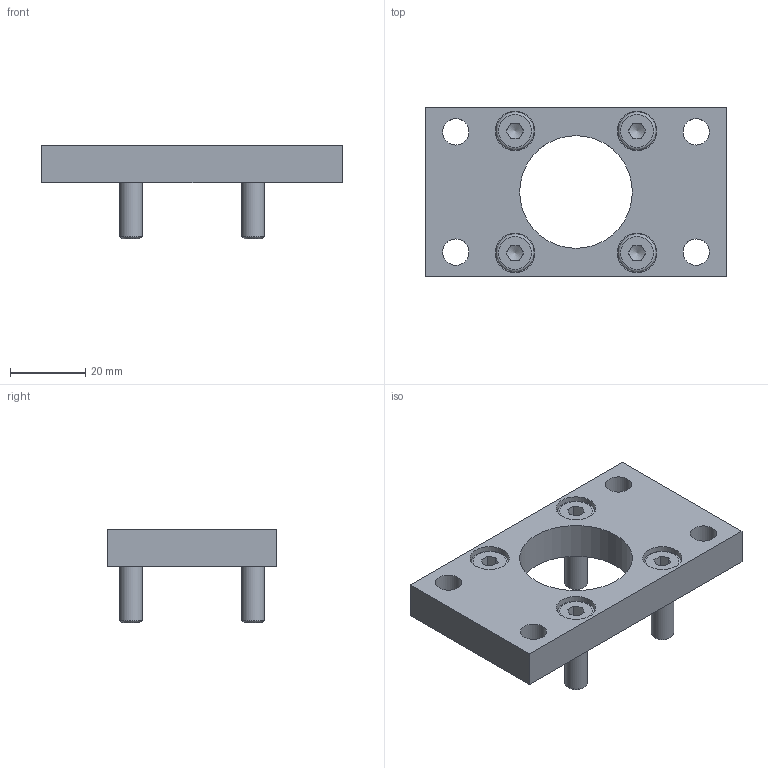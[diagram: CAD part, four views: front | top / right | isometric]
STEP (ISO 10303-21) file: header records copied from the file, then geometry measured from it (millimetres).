
FILE_DESCRIPTION(/* description */ (''),/* implementation_level */ '2;1');
FILE_NAME(/* name */ 'CAD_69495.stp',/* time_stamp */ '2016-06-02T13:46:06+02:00',/* author */ ('Hypex'),/* organization */ ('Hypex'),/* preprocessor_version */ 'ST-DEVELOPER v16.1',/* originating_system */ 'Autodesk Inventor 2016',/* authorisation */ '');
FILE_SCHEMA (('AUTOMOTIVE_DESIGN { 1 0 10303 214 3 1 1 }'));
Length unit declared in the file: millimetre
Products named in the file (1): CAD_69495
Bounding box: 80 x 45 x 25 mm (x, y, z)
Volume: 28297.4 mm3; surface area: 13086.1 mm2
Topology: 2 solids, 2 shells, 83 faces, 179 edges, 114 vertices
Faces by surface type: plane 46, cylinder 21, torus 8, cone 8
Full cylindrical faces by diameter (mm): 6 x4, 6.5 x4, 7 x4, 10 x4, 10.5 x4, 30 x1
Entity records: 2131 total; most frequent: CARTESIAN_POINT 380, DIRECTION 336, ORIENTED_EDGE 276, EDGE_LOOP 146, EDGE_CURVE 138, AXIS2_PLACEMENT_3D 138, VERTEX_POINT 110, STYLED_ITEM 85
